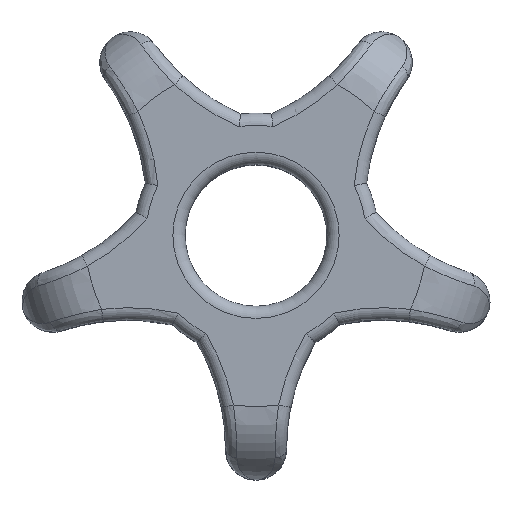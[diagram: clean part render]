
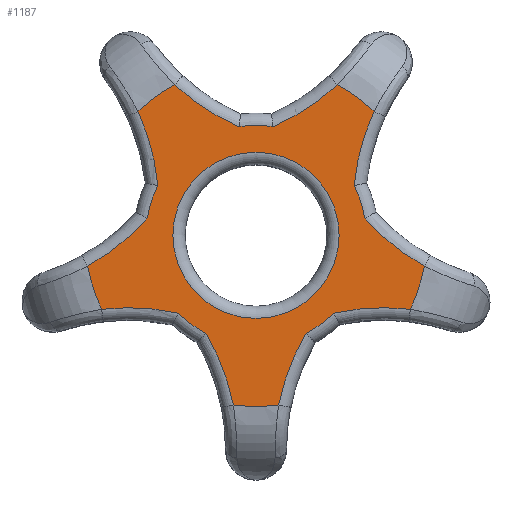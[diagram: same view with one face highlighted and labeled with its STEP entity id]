
A CAD part, top view. The second image highlights one B-rep face of the part: STEP entity #1187.
In plain terms, the highlighted planar face has unit normal (0, 0, 1).
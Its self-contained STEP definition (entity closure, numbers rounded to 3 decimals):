
#15=FACE_BOUND('',#215,.T.);
#17=PLANE('',#1290);
#130=FACE_OUTER_BOUND('',#214,.T.);
#214=EDGE_LOOP('',(#838,#839,#840,#841,#842,#843,#844,#845,#846,#847,#848,
#849,#850,#851,#852,#853,#854,#855,#856,#857));
#215=EDGE_LOOP('',(#858));
#293=CIRCLE('',#1284,3.4);
#298=CIRCLE('',#1291,9.316);
#299=CIRCLE('',#1292,7.);
#300=CIRCLE('',#1293,9.316);
#301=CIRCLE('',#1294,4.5);
#302=CIRCLE('',#1295,9.316);
#303=CIRCLE('',#1296,7.);
#304=CIRCLE('',#1297,9.316);
#305=CIRCLE('',#1298,4.5);
#306=CIRCLE('',#1299,9.316);
#307=CIRCLE('',#1300,7.);
#308=CIRCLE('',#1301,9.316);
#309=CIRCLE('',#1302,4.5);
#310=CIRCLE('',#1303,9.316);
#311=CIRCLE('',#1304,7.);
#312=CIRCLE('',#1305,9.316);
#313=CIRCLE('',#1306,4.5);
#314=CIRCLE('',#1307,9.316);
#315=CIRCLE('',#1308,7.);
#316=CIRCLE('',#1309,9.316);
#317=CIRCLE('',#1310,4.5);
#488=VERTEX_POINT('',#2679);
#492=VERTEX_POINT('',#2691);
#493=VERTEX_POINT('',#2692);
#494=VERTEX_POINT('',#2694);
#495=VERTEX_POINT('',#2696);
#496=VERTEX_POINT('',#2698);
#497=VERTEX_POINT('',#2700);
#498=VERTEX_POINT('',#2702);
#499=VERTEX_POINT('',#2704);
#500=VERTEX_POINT('',#2706);
#501=VERTEX_POINT('',#2708);
#502=VERTEX_POINT('',#2710);
#503=VERTEX_POINT('',#2712);
#504=VERTEX_POINT('',#2714);
#505=VERTEX_POINT('',#2716);
#506=VERTEX_POINT('',#2718);
#507=VERTEX_POINT('',#2720);
#508=VERTEX_POINT('',#2722);
#509=VERTEX_POINT('',#2724);
#510=VERTEX_POINT('',#2726);
#511=VERTEX_POINT('',#2728);
#612=EDGE_CURVE('',#488,#488,#293,.T.);
#618=EDGE_CURVE('',#492,#493,#298,.T.);
#619=EDGE_CURVE('',#492,#494,#299,.T.);
#620=EDGE_CURVE('',#495,#494,#300,.T.);
#621=EDGE_CURVE('',#496,#495,#301,.T.);
#622=EDGE_CURVE('',#497,#496,#302,.T.);
#623=EDGE_CURVE('',#497,#498,#303,.T.);
#624=EDGE_CURVE('',#499,#498,#304,.T.);
#625=EDGE_CURVE('',#500,#499,#305,.T.);
#626=EDGE_CURVE('',#501,#500,#306,.T.);
#627=EDGE_CURVE('',#501,#502,#307,.T.);
#628=EDGE_CURVE('',#503,#502,#308,.T.);
#629=EDGE_CURVE('',#504,#503,#309,.T.);
#630=EDGE_CURVE('',#505,#504,#310,.T.);
#631=EDGE_CURVE('',#505,#506,#311,.T.);
#632=EDGE_CURVE('',#507,#506,#312,.T.);
#633=EDGE_CURVE('',#508,#507,#313,.T.);
#634=EDGE_CURVE('',#509,#508,#314,.T.);
#635=EDGE_CURVE('',#509,#510,#315,.T.);
#636=EDGE_CURVE('',#511,#510,#316,.T.);
#637=EDGE_CURVE('',#493,#511,#317,.T.);
#838=ORIENTED_EDGE('',*,*,#618,.F.);
#839=ORIENTED_EDGE('',*,*,#619,.T.);
#840=ORIENTED_EDGE('',*,*,#620,.F.);
#841=ORIENTED_EDGE('',*,*,#621,.F.);
#842=ORIENTED_EDGE('',*,*,#622,.F.);
#843=ORIENTED_EDGE('',*,*,#623,.T.);
#844=ORIENTED_EDGE('',*,*,#624,.F.);
#845=ORIENTED_EDGE('',*,*,#625,.F.);
#846=ORIENTED_EDGE('',*,*,#626,.F.);
#847=ORIENTED_EDGE('',*,*,#627,.T.);
#848=ORIENTED_EDGE('',*,*,#628,.F.);
#849=ORIENTED_EDGE('',*,*,#629,.F.);
#850=ORIENTED_EDGE('',*,*,#630,.F.);
#851=ORIENTED_EDGE('',*,*,#631,.T.);
#852=ORIENTED_EDGE('',*,*,#632,.F.);
#853=ORIENTED_EDGE('',*,*,#633,.F.);
#854=ORIENTED_EDGE('',*,*,#634,.F.);
#855=ORIENTED_EDGE('',*,*,#635,.T.);
#856=ORIENTED_EDGE('',*,*,#636,.F.);
#857=ORIENTED_EDGE('',*,*,#637,.F.);
#858=ORIENTED_EDGE('',*,*,#612,.F.);
#1187=ADVANCED_FACE('',(#130,#15),#17,.T.);
#1284=AXIS2_PLACEMENT_3D('',#2680,#1436,#1437);
#1290=AXIS2_PLACEMENT_3D('',#2690,#1449,#1450);
#1291=AXIS2_PLACEMENT_3D('',#2693,#1451,#1452);
#1292=AXIS2_PLACEMENT_3D('',#2695,#1453,#1454);
#1293=AXIS2_PLACEMENT_3D('',#2697,#1455,#1456);
#1294=AXIS2_PLACEMENT_3D('',#2699,#1457,#1458);
#1295=AXIS2_PLACEMENT_3D('',#2701,#1459,#1460);
#1296=AXIS2_PLACEMENT_3D('',#2703,#1461,#1462);
#1297=AXIS2_PLACEMENT_3D('',#2705,#1463,#1464);
#1298=AXIS2_PLACEMENT_3D('',#2707,#1465,#1466);
#1299=AXIS2_PLACEMENT_3D('',#2709,#1467,#1468);
#1300=AXIS2_PLACEMENT_3D('',#2711,#1469,#1470);
#1301=AXIS2_PLACEMENT_3D('',#2713,#1471,#1472);
#1302=AXIS2_PLACEMENT_3D('',#2715,#1473,#1474);
#1303=AXIS2_PLACEMENT_3D('',#2717,#1475,#1476);
#1304=AXIS2_PLACEMENT_3D('',#2719,#1477,#1478);
#1305=AXIS2_PLACEMENT_3D('',#2721,#1479,#1480);
#1306=AXIS2_PLACEMENT_3D('',#2723,#1481,#1482);
#1307=AXIS2_PLACEMENT_3D('',#2725,#1483,#1484);
#1308=AXIS2_PLACEMENT_3D('',#2727,#1485,#1486);
#1309=AXIS2_PLACEMENT_3D('',#2729,#1487,#1488);
#1310=AXIS2_PLACEMENT_3D('',#2730,#1489,#1490);
#1436=DIRECTION('center_axis',(0.,0.,1.));
#1437=DIRECTION('ref_axis',(1.,0.,0.));
#1449=DIRECTION('center_axis',(0.,0.,1.));
#1450=DIRECTION('ref_axis',(1.,0.,0.));
#1451=DIRECTION('center_axis',(0.,0.,1.));
#1452=DIRECTION('ref_axis',(0.63,-0.776,0.));
#1453=DIRECTION('center_axis',(0.,0.,1.));
#1454=DIRECTION('ref_axis',(1.,0.,0.));
#1455=DIRECTION('center_axis',(0.,0.,1.));
#1456=DIRECTION('ref_axis',(0.054,0.999,0.));
#1457=DIRECTION('center_axis',(0.,0.,-1.));
#1458=DIRECTION('ref_axis',(-0.588,-0.809,0.));
#1459=DIRECTION('center_axis',(0.,0.,1.));
#1460=DIRECTION('ref_axis',(0.933,0.36,0.));
#1461=DIRECTION('center_axis',(0.,0.,1.));
#1462=DIRECTION('ref_axis',(1.,0.,0.));
#1463=DIRECTION('center_axis',(0.,0.,1.));
#1464=DIRECTION('ref_axis',(-0.933,0.36,0.));
#1465=DIRECTION('center_axis',(0.,0.,-1.));
#1466=DIRECTION('ref_axis',(0.588,-0.809,0.));
#1467=DIRECTION('center_axis',(0.,0.,1.));
#1468=DIRECTION('ref_axis',(-0.054,0.999,0.));
#1469=DIRECTION('center_axis',(0.,0.,1.));
#1470=DIRECTION('ref_axis',(1.,0.,0.));
#1471=DIRECTION('center_axis',(0.,0.,1.));
#1472=DIRECTION('ref_axis',(-0.63,-0.776,0.));
#1473=DIRECTION('center_axis',(0.,0.,-1.));
#1474=DIRECTION('ref_axis',(0.951,0.309,0.));
#1475=DIRECTION('center_axis',(0.,0.,1.));
#1476=DIRECTION('ref_axis',(-0.966,0.257,0.));
#1477=DIRECTION('center_axis',(0.,0.,1.));
#1478=DIRECTION('ref_axis',(1.,0.,0.));
#1479=DIRECTION('center_axis',(0.,0.,1.));
#1480=DIRECTION('ref_axis',(0.543,-0.839,0.));
#1481=DIRECTION('center_axis',(0.,0.,-1.));
#1482=DIRECTION('ref_axis',(0.,1.,0.));
#1483=DIRECTION('center_axis',(0.,0.,1.));
#1484=DIRECTION('ref_axis',(-0.543,-0.839,0.));
#1485=DIRECTION('center_axis',(0.,0.,1.));
#1486=DIRECTION('ref_axis',(1.,0.,0.));
#1487=DIRECTION('center_axis',(0.,0.,1.));
#1488=DIRECTION('ref_axis',(0.966,0.257,0.));
#1489=DIRECTION('center_axis',(0.,0.,-1.));
#1490=DIRECTION('ref_axis',(-0.951,0.309,0.));
#2679=CARTESIAN_POINT('',(3.4,0.,15.));
#2680=CARTESIAN_POINT('Origin',(0.,0.,15.));
#2690=CARTESIAN_POINT('Origin',(0.,-0.836,15.));
#2691=CARTESIAN_POINT('',(-6.885,-1.262,15.));
#2692=CARTESIAN_POINT('',(-4.444,0.709,15.));
#2693=CARTESIAN_POINT('Origin',(-11.432,6.87,15.));
#2694=CARTESIAN_POINT('',(-6.312,-3.026,15.));
#2695=CARTESIAN_POINT('Origin',(0.,0.,15.));
#2696=CARTESIAN_POINT('',(-3.178,-3.186,15.));
#2697=CARTESIAN_POINT('Origin',(-5.211,-12.277,15.));
#2698=CARTESIAN_POINT('',(-2.048,-4.007,15.));
#2699=CARTESIAN_POINT('Origin',(0.,0.,15.));
#2700=CARTESIAN_POINT('',(-0.928,-6.938,15.));
#2701=CARTESIAN_POINT('Origin',(-10.066,-8.75,15.));
#2702=CARTESIAN_POINT('',(0.928,-6.938,15.));
#2703=CARTESIAN_POINT('Origin',(0.,0.,15.));
#2704=CARTESIAN_POINT('',(2.048,-4.007,15.));
#2705=CARTESIAN_POINT('Origin',(10.066,-8.75,15.));
#2706=CARTESIAN_POINT('',(3.178,-3.186,15.));
#2707=CARTESIAN_POINT('Origin',(0.,0.,15.));
#2708=CARTESIAN_POINT('',(6.312,-3.026,15.));
#2709=CARTESIAN_POINT('Origin',(5.211,-12.277,15.));
#2710=CARTESIAN_POINT('',(6.885,-1.262,15.));
#2711=CARTESIAN_POINT('Origin',(0.,0.,15.));
#2712=CARTESIAN_POINT('',(4.444,0.709,15.));
#2713=CARTESIAN_POINT('Origin',(11.432,6.87,15.));
#2714=CARTESIAN_POINT('',(4.012,2.038,15.));
#2715=CARTESIAN_POINT('Origin',(0.,0.,15.));
#2716=CARTESIAN_POINT('',(4.829,5.068,15.));
#2717=CARTESIAN_POINT('Origin',(13.287,1.162,15.));
#2718=CARTESIAN_POINT('',(3.328,6.159,15.));
#2719=CARTESIAN_POINT('Origin',(0.,0.,15.));
#2720=CARTESIAN_POINT('',(0.699,4.445,15.));
#2721=CARTESIAN_POINT('Origin',(-3.001,12.996,15.));
#2722=CARTESIAN_POINT('',(-0.699,4.445,15.));
#2723=CARTESIAN_POINT('Origin',(0.,0.,15.));
#2724=CARTESIAN_POINT('',(-3.328,6.159,15.));
#2725=CARTESIAN_POINT('Origin',(3.001,12.996,15.));
#2726=CARTESIAN_POINT('',(-4.829,5.068,15.));
#2727=CARTESIAN_POINT('Origin',(0.,0.,15.));
#2728=CARTESIAN_POINT('',(-4.012,2.038,15.));
#2729=CARTESIAN_POINT('Origin',(-13.287,1.162,15.));
#2730=CARTESIAN_POINT('Origin',(0.,0.,15.));
